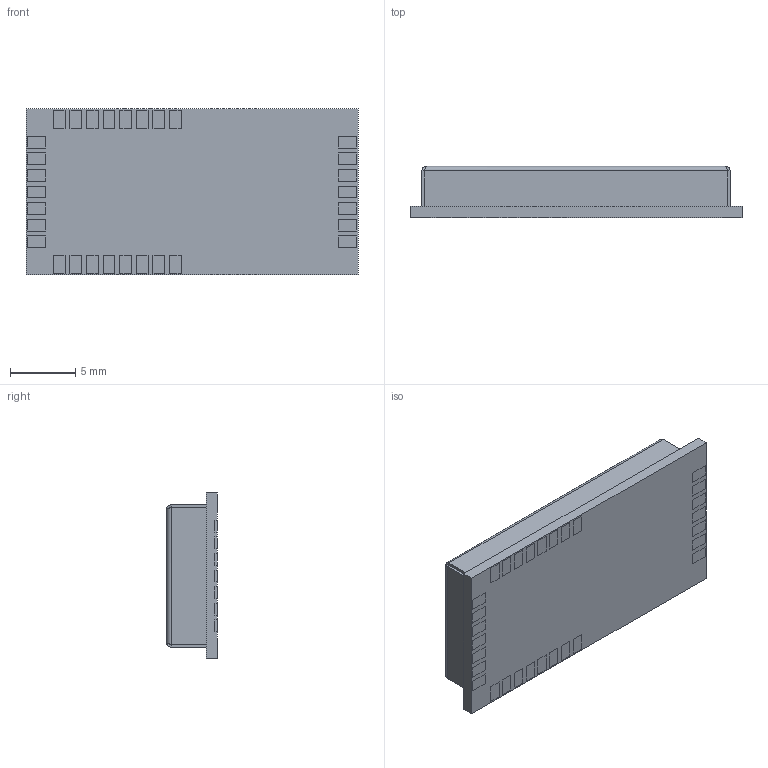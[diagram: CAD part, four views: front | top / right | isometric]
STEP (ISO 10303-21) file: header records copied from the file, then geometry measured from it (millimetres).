
FILE_DESCRIPTION(/* description */ ('STEP AP214'),/* implementation_level */ '2;1');
FILE_NAME(/* name */ 'Radiocrafts RC1780HP-RC232.step',/* time_stamp */ '2025-09-20T18:52:53+02:00',/* author */ (''),/* organization */ (''),/* preprocessor_version */ 'ST-DEVELOPER v20.1',/* originating_system */ 'Autodesk Translation Framework v14.17.0.0',/* authorisation */ '');
FILE_SCHEMA (('AUTOMOTIVE_DESIGN { 1 0 10303 214 3 1 1 }'));
Length unit declared in the file: millimetre
Products named in the file (1): RC1191-TM
Bounding box: 25.4 x 3.9 x 12.7 mm (x, y, z)
Volume: 362.5 mm3; surface area: 1753.6 mm2
Topology: 41 solids, 41 shells, 467 faces, 1006 edges, 660 vertices
Faces by surface type: plane 449, cylinder 10, bspline 8
Full cylindrical faces by diameter (mm): 0.8 x2
Entity records: 12648 total; most frequent: CARTESIAN_POINT 2462, ORIENTED_EDGE 2012, DIRECTION 1914, EDGE_CURVE 1006, LINE 986, VECTOR 986, VERTEX_POINT 660, EDGE_LOOP 506
